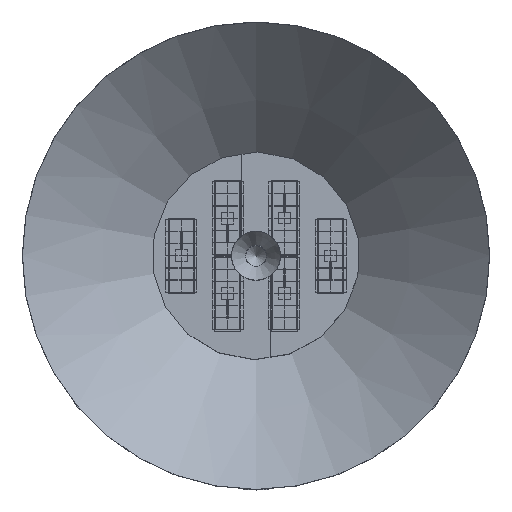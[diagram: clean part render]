
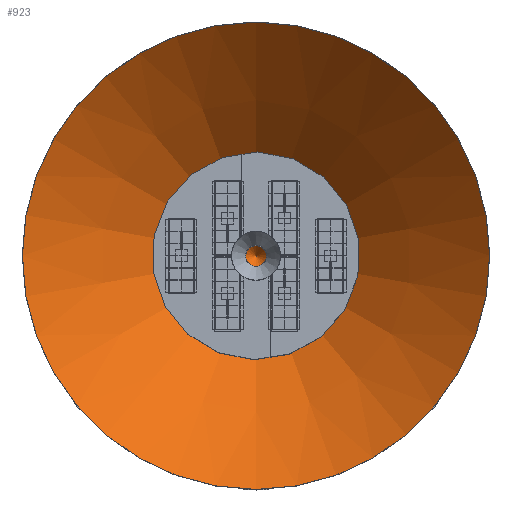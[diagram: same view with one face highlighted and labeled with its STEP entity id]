
A CAD part, top view. The second image highlights one B-rep face of the part: STEP entity #923.
In plain terms, the highlighted conical face has half-angle 45 degrees and reference radius 99.929 mm.
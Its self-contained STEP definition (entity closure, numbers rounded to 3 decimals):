
#907=CARTESIAN_POINT('',(0.0,0.0,100.071));
#908=DIRECTION('',(0.0,0.0,1.0));
#909=DIRECTION('',(0.0,1.0,0.0));
#910=AXIS2_PLACEMENT_3D('',#907,#908,#909);
#911=CONICAL_SURFACE('',#910,99.929,45.);
#912=CARTESIAN_POINT('',(0.,-199.859,200.0));
#913=VERTEX_POINT('',#912);
#914=CARTESIAN_POINT('',(0.0,0.0,200.0));
#915=DIRECTION('',(0.0,0.0,-1.0));
#916=DIRECTION('',(0.0,1.0,0.0));
#917=AXIS2_PLACEMENT_3D('',#914,#915,#916);
#918=CIRCLE('',#917,199.859);
#919=EDGE_CURVE('',#913,#913,#918,.T.);
#920=ORIENTED_EDGE('',*,*,#919,.F.);
#921=EDGE_LOOP('',(#920));
#922=FACE_OUTER_BOUND('',#921,.T.);
#923=ADVANCED_FACE('',(#922),#911,.F.);
